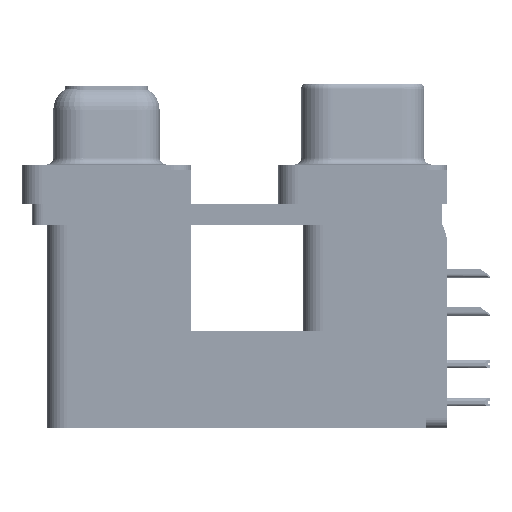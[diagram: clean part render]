
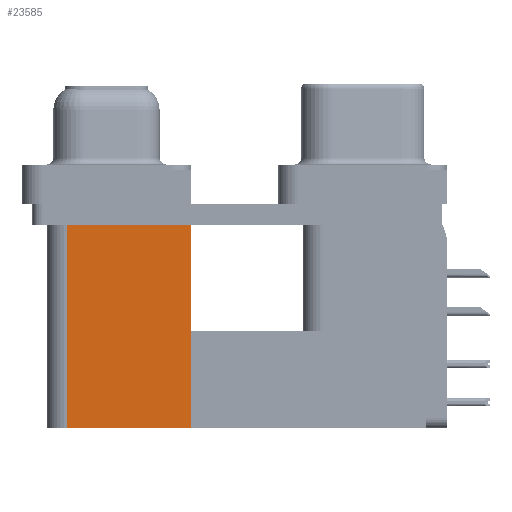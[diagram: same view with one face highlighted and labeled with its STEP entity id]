
A CAD part, left-side view. The second image highlights one B-rep face of the part: STEP entity #23585.
In plain terms, the highlighted planar face has unit normal (-1, 0, 0).
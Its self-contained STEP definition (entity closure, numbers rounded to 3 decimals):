
#408 = ORIENTED_EDGE ( 'NONE', *, *, #27508, .F. ) ;
#2441 = CARTESIAN_POINT ( 'NONE',  ( 3.79, 12.775, -2.5 ) ) ;
#3074 = VECTOR ( 'NONE', #49297, 1000. ) ;
#5737 = VECTOR ( 'NONE', #30113, 1000. ) ;
#6345 = EDGE_CURVE ( 'NONE', #62043, #54059, #25450, .T. ) ;
#8561 = CARTESIAN_POINT ( 'NONE',  ( 3.79, 21.975, -19.2 ) ) ;
#9018 = VERTEX_POINT ( 'NONE', #13918 ) ;
#11887 = ORIENTED_EDGE ( 'NONE', *, *, #6345, .T. ) ;
#12771 = ORIENTED_EDGE ( 'NONE', *, *, #36844, .F. ) ;
#13918 = CARTESIAN_POINT ( 'NONE',  ( 3.79, 12.775, -19.2 ) ) ;
#14411 = CARTESIAN_POINT ( 'NONE',  ( 3.79, 12.775, -19.2 ) ) ;
#14659 = VERTEX_POINT ( 'NONE', #44319 ) ;
#23585 = ADVANCED_FACE ( 'NONE', ( #28483 ), #54520, .F. ) ;
#25450 = LINE ( 'NONE', #56617, #51173 ) ;
#27508 = EDGE_CURVE ( 'NONE', #9018, #14659, #54763, .T. ) ;
#28483 = FACE_OUTER_BOUND ( 'NONE', #49266, .T. ) ;
#30113 = DIRECTION ( 'NONE',  ( 0., 0., 1. ) ) ;
#34217 = LINE ( 'NONE', #8561, #35890 ) ;
#35890 = VECTOR ( 'NONE', #59929, 1000. ) ;
#36844 = EDGE_CURVE ( 'NONE', #14659, #54059, #34217, .T. ) ;
#38066 = DIRECTION ( 'NONE',  ( 0., 1., 0. ) ) ;
#42571 = CARTESIAN_POINT ( 'NONE',  ( 3.79, 21.975, -2.5 ) ) ;
#42917 = EDGE_CURVE ( 'NONE', #9018, #62043, #61327, .T. ) ;
#44319 = CARTESIAN_POINT ( 'NONE',  ( 3.79, 21.975, -19.2 ) ) ;
#48378 = DIRECTION ( 'NONE',  ( 1., 0., 0. ) ) ;
#49053 = CARTESIAN_POINT ( 'NONE',  ( 3.79, 12.775, -19.2 ) ) ;
#49266 = EDGE_LOOP ( 'NONE', ( #11887, #12771, #408, #65714 ) ) ;
#49297 = DIRECTION ( 'NONE',  ( 0., 1., 0. ) ) ;
#51173 = VECTOR ( 'NONE', #66922, 1000. ) ;
#54059 = VERTEX_POINT ( 'NONE', #42571 ) ;
#54415 = CARTESIAN_POINT ( 'NONE',  ( 3.79, 12.775, -19.2 ) ) ;
#54520 = PLANE ( 'NONE',  #56485 ) ;
#54763 = LINE ( 'NONE', #54415, #3074 ) ;
#56485 = AXIS2_PLACEMENT_3D ( 'NONE', #49053, #48378, #38066 ) ;
#56617 = CARTESIAN_POINT ( 'NONE',  ( 3.79, 12.775, -2.5 ) ) ;
#59929 = DIRECTION ( 'NONE',  ( 0., 0., 1. ) ) ;
#61327 = LINE ( 'NONE', #14411, #5737 ) ;
#62043 = VERTEX_POINT ( 'NONE', #2441 ) ;
#65714 = ORIENTED_EDGE ( 'NONE', *, *, #42917, .T. ) ;
#66922 = DIRECTION ( 'NONE',  ( 0., 1., 0. ) ) ;
